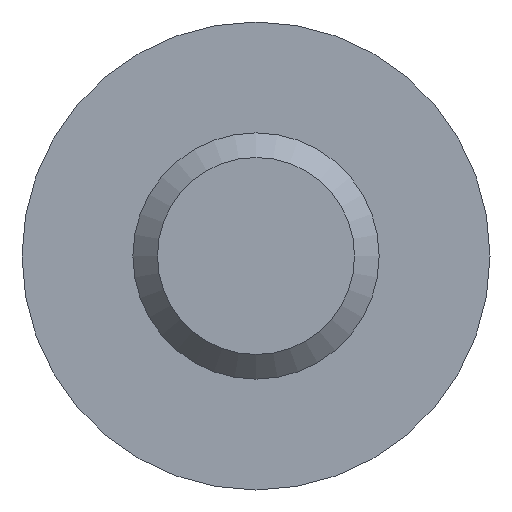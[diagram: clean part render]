
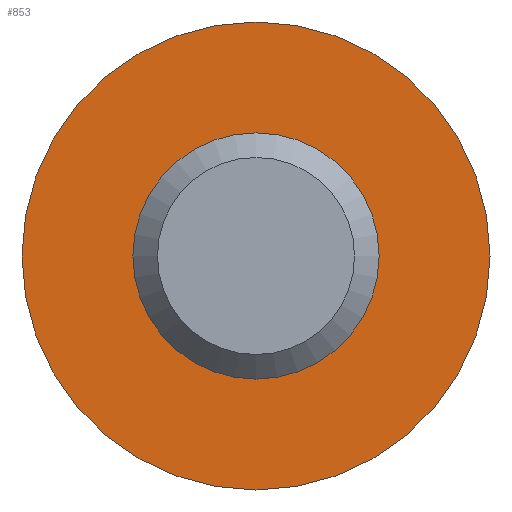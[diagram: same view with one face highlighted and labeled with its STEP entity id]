
A CAD part, front view. The second image highlights one B-rep face of the part: STEP entity #853.
In plain terms, the highlighted planar face has unit normal (0, -1, 0).
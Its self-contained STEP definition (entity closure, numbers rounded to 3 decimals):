
#65 = CYLINDRICAL_SURFACE('',#66,2.);
#66 = AXIS2_PLACEMENT_3D('',#67,#68,#69);
#67 = CARTESIAN_POINT('',(0.,-4.,0.));
#68 = DIRECTION('',(0.,-1.,0.));
#69 = DIRECTION('',(1.,0.,0.));
#155 = EDGE_CURVE('',#156,#156,#158,.T.);
#156 = VERTEX_POINT('',#157);
#157 = CARTESIAN_POINT('',(2.,0.,0.));
#158 = SURFACE_CURVE('',#159,(#164,#170),.PCURVE_S1.);
#159 = CIRCLE('',#160,2.);
#160 = AXIS2_PLACEMENT_3D('',#161,#162,#163);
#161 = CARTESIAN_POINT('',(0.,0.,0.));
#162 = DIRECTION('',(0.,-1.,0.));
#163 = DIRECTION('',(1.,0.,0.));
#164 = PCURVE('',#65,#165);
#165 = DEFINITIONAL_REPRESENTATION('',(#166),#169);
#166 = B_SPLINE_CURVE_WITH_KNOTS('',1,(#167,#168),.UNSPECIFIED.,.F.,.F.,
  (2,2),(0.,6.283),.PIECEWISE_BEZIER_KNOTS.);
#167 = CARTESIAN_POINT('',(0.,-4.));
#168 = CARTESIAN_POINT('',(6.283,-4.));
#169 = ( GEOMETRIC_REPRESENTATION_CONTEXT(2) 
PARAMETRIC_REPRESENTATION_CONTEXT() REPRESENTATION_CONTEXT('2D SPACE',''
  ) );
#170 = PCURVE('',#171,#176);
#171 = PLANE('',#172);
#172 = AXIS2_PLACEMENT_3D('',#173,#174,#175);
#173 = CARTESIAN_POINT('',(2.9,0.,0.));
#174 = DIRECTION('',(0.,-1.,0.));
#175 = DIRECTION('',(0.,0.,-1.));
#176 = DEFINITIONAL_REPRESENTATION('',(#177),#181);
#177 = CIRCLE('',#178,2.);
#178 = AXIS2_PLACEMENT_2D('',#179,#180);
#179 = CARTESIAN_POINT('',(0.,-2.9));
#180 = DIRECTION('',(0.,1.));
#181 = ( GEOMETRIC_REPRESENTATION_CONTEXT(2) 
PARAMETRIC_REPRESENTATION_CONTEXT() REPRESENTATION_CONTEXT('2D SPACE',''
  ) );
#792 = CYLINDRICAL_SURFACE('',#793,3.8);
#793 = AXIS2_PLACEMENT_3D('',#794,#795,#796);
#794 = CARTESIAN_POINT('',(0.,0.224,0.));
#795 = DIRECTION('',(0.,-1.,0.));
#796 = DIRECTION('',(1.,0.,0.));
#809 = EDGE_CURVE('',#810,#810,#812,.T.);
#810 = VERTEX_POINT('',#811);
#811 = CARTESIAN_POINT('',(3.8,0.,0.));
#812 = SURFACE_CURVE('',#813,(#818,#824),.PCURVE_S1.);
#813 = CIRCLE('',#814,3.8);
#814 = AXIS2_PLACEMENT_3D('',#815,#816,#817);
#815 = CARTESIAN_POINT('',(0.,0.,0.));
#816 = DIRECTION('',(0.,-1.,0.));
#817 = DIRECTION('',(1.,0.,0.));
#818 = PCURVE('',#792,#819);
#819 = DEFINITIONAL_REPRESENTATION('',(#820),#823);
#820 = B_SPLINE_CURVE_WITH_KNOTS('',1,(#821,#822),.UNSPECIFIED.,.F.,.F.,
  (2,2),(0.,6.283),.PIECEWISE_BEZIER_KNOTS.);
#821 = CARTESIAN_POINT('',(0.,0.224));
#822 = CARTESIAN_POINT('',(6.283,0.224));
#823 = ( GEOMETRIC_REPRESENTATION_CONTEXT(2) 
PARAMETRIC_REPRESENTATION_CONTEXT() REPRESENTATION_CONTEXT('2D SPACE',''
  ) );
#824 = PCURVE('',#171,#825);
#825 = DEFINITIONAL_REPRESENTATION('',(#826),#830);
#826 = CIRCLE('',#827,3.8);
#827 = AXIS2_PLACEMENT_2D('',#828,#829);
#828 = CARTESIAN_POINT('',(0.,-2.9));
#829 = DIRECTION('',(0.,1.));
#830 = ( GEOMETRIC_REPRESENTATION_CONTEXT(2) 
PARAMETRIC_REPRESENTATION_CONTEXT() REPRESENTATION_CONTEXT('2D SPACE',''
  ) );
#853 = ADVANCED_FACE('',(#854,#857),#171,.T.);
#854 = FACE_BOUND('',#855,.T.);
#855 = EDGE_LOOP('',(#856));
#856 = ORIENTED_EDGE('',*,*,#809,.T.);
#857 = FACE_BOUND('',#858,.T.);
#858 = EDGE_LOOP('',(#859));
#859 = ORIENTED_EDGE('',*,*,#155,.F.);
